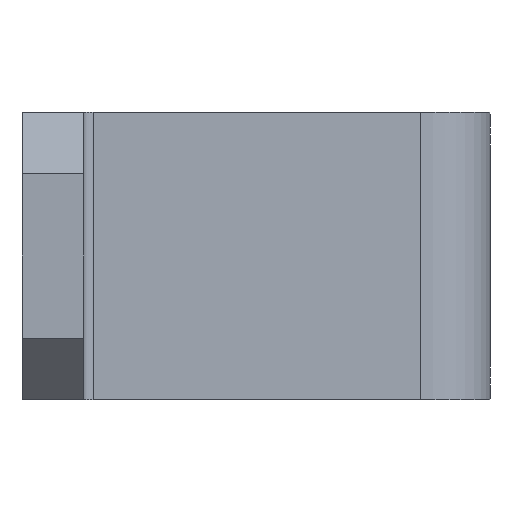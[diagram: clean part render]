
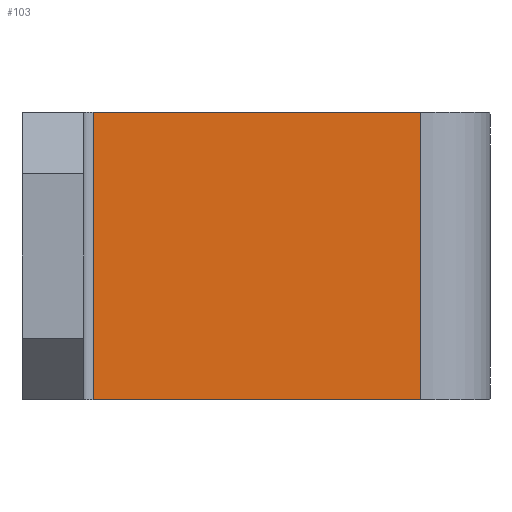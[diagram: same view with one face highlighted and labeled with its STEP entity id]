
A CAD part, left-side view. The second image highlights one B-rep face of the part: STEP entity #103.
In plain terms, the highlighted planar face has unit normal (-0.999, -0.035, 0).
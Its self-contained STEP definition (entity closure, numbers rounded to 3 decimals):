
#103=ADVANCED_FACE('',(#223),#224,.T.);
#223=FACE_OUTER_BOUND('',#360,.T.);
#224=PLANE('',#361);
#360=EDGE_LOOP('',(#643,#644,#645,#646));
#361=AXIS2_PLACEMENT_3D('',#647,#648,#649);
#643=ORIENTED_EDGE('',*,*,#851,.T.);
#644=ORIENTED_EDGE('',*,*,#869,.T.);
#645=ORIENTED_EDGE('',*,*,#870,.F.);
#646=ORIENTED_EDGE('',*,*,#871,.T.);
#647=CARTESIAN_POINT('',(11.002,-0.105,-7.0));
#648=DIRECTION('',(-0.999,-0.035,0.0));
#649=DIRECTION('',(0.035,-0.999,0.0));
#851=EDGE_CURVE('',#1000,#998,#1001,.T.);
#869=EDGE_CURVE('',#998,#1023,#1024,.T.);
#870=EDGE_CURVE('',#1025,#1023,#1026,.T.);
#871=EDGE_CURVE('',#1025,#1000,#1027,.F.);
#998=VERTEX_POINT('',#1330);
#1000=VERTEX_POINT('',#1332);
#1001=LINE('',#1333,#1334);
#1023=VERTEX_POINT('',#1406);
#1024=LINE('',#1407,#1408);
#1025=VERTEX_POINT('',#1409);
#1026=LINE('',#1410,#1411);
#1027=LINE('',#1412,#1413);
#1330=CARTESIAN_POINT('',(11.676,-19.422,-7.0));
#1332=CARTESIAN_POINT('',(11.12,-3.483,-7.0));
#1333=CARTESIAN_POINT('',(11.002,-0.105,-7.0));
#1334=VECTOR('',#1534,1.0);
#1406=CARTESIAN_POINT('',(11.676,-19.422,7.0));
#1407=CARTESIAN_POINT('',(11.676,-19.422,-7.0));
#1408=VECTOR('',#1540,1.0);
#1409=CARTESIAN_POINT('',(11.12,-3.483,7.0));
#1410=CARTESIAN_POINT('',(11.002,-0.105,7.0));
#1411=VECTOR('',#1541,1.0);
#1412=CARTESIAN_POINT('',(11.12,-3.483,-7.0));
#1413=VECTOR('',#1542,1.0);
#1534=DIRECTION('',(0.035,-0.999,0.0));
#1540=DIRECTION('',(0.0,0.0,1.0));
#1541=DIRECTION('',(0.035,-0.999,0.0));
#1542=DIRECTION('',(0.0,0.0,1.0));
